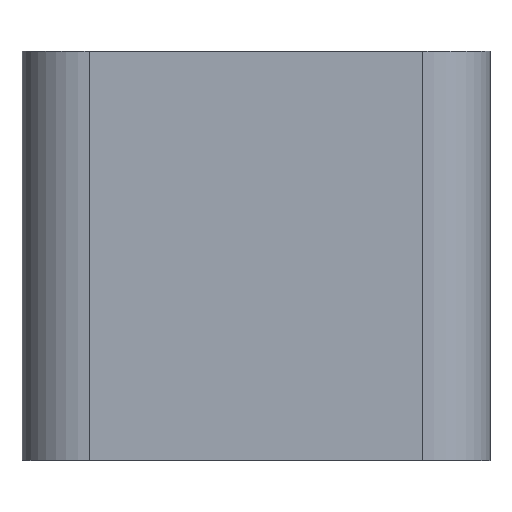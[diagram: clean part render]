
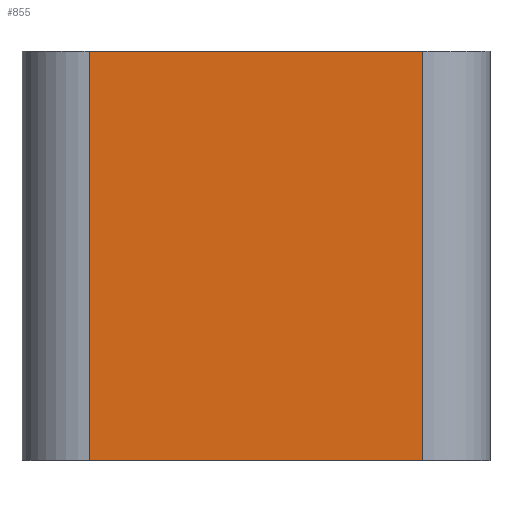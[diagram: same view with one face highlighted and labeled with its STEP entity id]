
A CAD part, top view. The second image highlights one B-rep face of the part: STEP entity #855.
In plain terms, the highlighted planar face has unit normal (0, 0, 1).
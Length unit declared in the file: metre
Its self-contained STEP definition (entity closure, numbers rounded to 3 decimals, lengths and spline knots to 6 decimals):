
#22=PLANE('',#934);
#101=ORIENTED_EDGE('',*,*,#353,.T.);
#102=ORIENTED_EDGE('',*,*,#354,.F.);
#103=ORIENTED_EDGE('',*,*,#355,.F.);
#104=ORIENTED_EDGE('',*,*,#350,.T.);
#350=EDGE_CURVE('',#477,#475,#554,.T.);
#353=EDGE_CURVE('',#475,#479,#556,.T.);
#354=EDGE_CURVE('',#480,#479,#557,.T.);
#355=EDGE_CURVE('',#477,#480,#558,.T.);
#475=VERTEX_POINT('',#1281);
#477=VERTEX_POINT('',#1284);
#479=VERTEX_POINT('',#1290);
#480=VERTEX_POINT('',#1292);
#554=LINE('',#1283,#650);
#556=LINE('',#1289,#652);
#557=LINE('',#1291,#653);
#558=LINE('',#1293,#654);
#650=VECTOR('',#1026,1.);
#652=VECTOR('',#1032,1.);
#653=VECTOR('',#1033,1.);
#654=VECTOR('',#1034,1.);
#743=EDGE_LOOP('',(#101,#102,#103,#104));
#793=FACE_BOUND('',#743,.T.);
#855=ADVANCED_FACE('',(#793),#22,.F.);
#934=AXIS2_PLACEMENT_3D('',#1288,#1030,#1031);
#1026=DIRECTION('',(0.,1.,0.));
#1030=DIRECTION('',(0.,0.,-1.));
#1031=DIRECTION('',(-1.,0.,0.));
#1032=DIRECTION('',(-1.,0.,0.));
#1033=DIRECTION('',(0.,1.,0.));
#1034=DIRECTION('',(-1.,0.,0.));
#1281=CARTESIAN_POINT('',(0.002975,0.,0.00321));
#1283=CARTESIAN_POINT('',(0.002975,-0.0073,0.00321));
#1284=CARTESIAN_POINT('',(0.002975,-0.0073,0.00321));
#1288=CARTESIAN_POINT('',(0.,-0.0073,0.00321));
#1289=CARTESIAN_POINT('',(0.,0.,0.00321));
#1290=CARTESIAN_POINT('',(-0.002975,0.,0.00321));
#1291=CARTESIAN_POINT('',(-0.002975,-0.0073,0.00321));
#1292=CARTESIAN_POINT('',(-0.002975,-0.0073,0.00321));
#1293=CARTESIAN_POINT('',(0.,-0.0073,0.00321));
